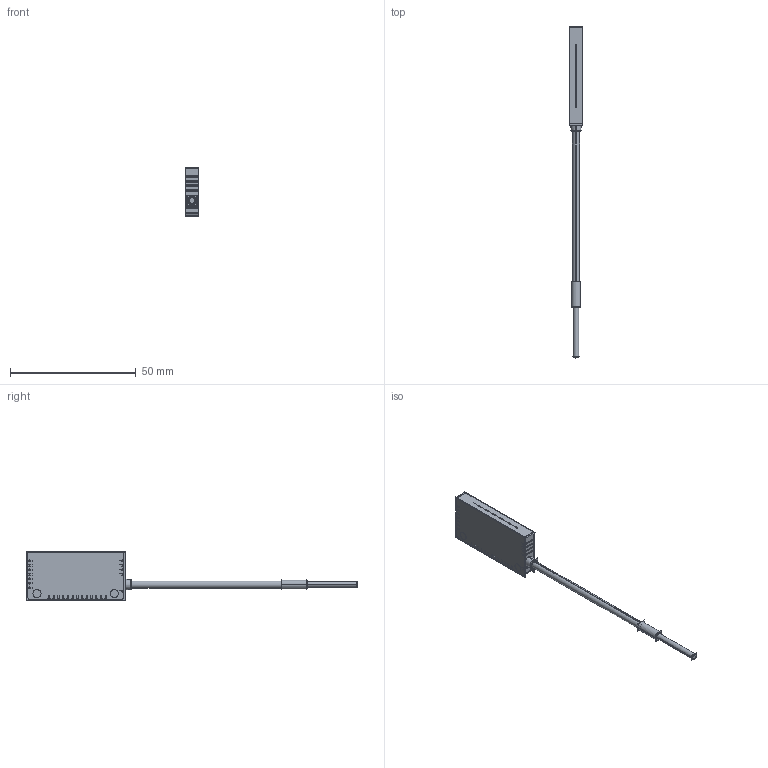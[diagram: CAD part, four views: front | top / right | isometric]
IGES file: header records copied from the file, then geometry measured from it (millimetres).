
Start section:  PTC IGES file: 194376.igs
Global section: file name: 194376.igs; native system: Creo Parametric by Parametric Technology Corporation; preprocessor: 2013230; author: PDMAdmin; organization: Unknown; date: 20160331.110444; units: millimetre
Bounding box: 5.42 x 132.16 x 19.76 mm (x, y, z)
Volume: 8277.4 mm3; surface area: 26253.9 mm2
Topology: 1 solids, 1 shells, 550 faces, 3452 edges, 4861 vertices
Faces by surface type: bspline 394, revolution 156
